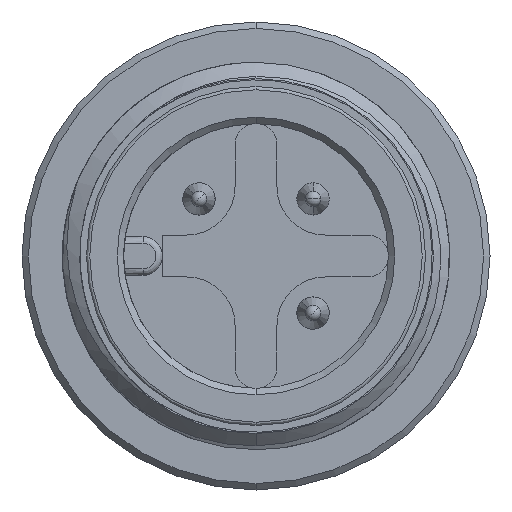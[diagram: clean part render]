
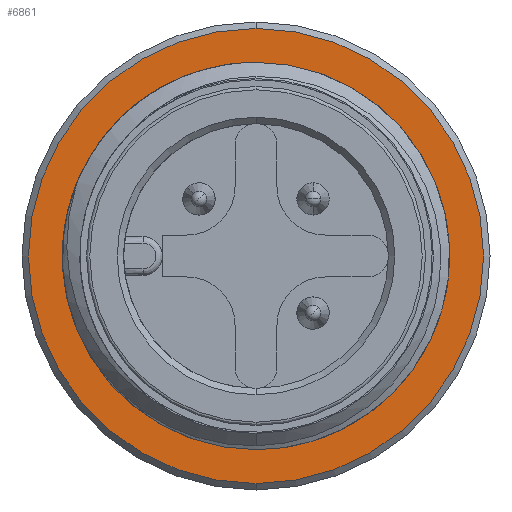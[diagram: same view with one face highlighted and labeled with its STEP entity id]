
A CAD part, left-side view. The second image highlights one B-rep face of the part: STEP entity #6861.
In plain terms, the highlighted planar face has unit normal (-1, 0, 0).
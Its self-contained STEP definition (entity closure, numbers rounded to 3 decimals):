
#3342 = CARTESIAN_POINT ( 'NONE',  ( 7.3, 0., -6. ) ) ;
#3542 = FACE_OUTER_BOUND ( 'NONE', #25137, .T. ) ;
#6861 = ADVANCED_FACE ( 'NONE', ( #3542, #25308 ), #34448, .F. ) ;
#7158 = DIRECTION ( 'NONE',  ( 0., 0., -1. ) ) ;
#8016 = ORIENTED_EDGE ( 'NONE', *, *, #32823, .T. ) ;
#8260 = CARTESIAN_POINT ( 'NONE',  ( 7.3, 0., 0. ) ) ;
#8299 = VERTEX_POINT ( 'NONE', #36602 ) ;
#9881 = EDGE_LOOP ( 'NONE', ( #10274, #30471 ) ) ;
#9954 = ORIENTED_EDGE ( 'NONE', *, *, #16216, .T. ) ;
#9965 = DIRECTION ( 'NONE',  ( -1., 0., 0. ) ) ;
#10274 = ORIENTED_EDGE ( 'NONE', *, *, #12326, .F. ) ;
#12004 = AXIS2_PLACEMENT_3D ( 'NONE', #8260, #33597, #16618 ) ;
#12326 = EDGE_CURVE ( 'NONE', #34506, #20516, #17064, .T. ) ;
#13267 = CIRCLE ( 'NONE', #18211, 7.05 ) ;
#15496 = CIRCLE ( 'NONE', #12004, 7.05 ) ;
#15835 = DIRECTION ( 'NONE',  ( 0., 0., 1. ) ) ;
#15907 = VERTEX_POINT ( 'NONE', #20241 ) ;
#16216 = EDGE_CURVE ( 'NONE', #8299, #15907, #15496, .T. ) ;
#16618 = DIRECTION ( 'NONE',  ( 0., 0., -1. ) ) ;
#16761 = CARTESIAN_POINT ( 'NONE',  ( 7.3, 0., 6. ) ) ;
#17064 = CIRCLE ( 'NONE', #24841, 6. ) ;
#17250 = AXIS2_PLACEMENT_3D ( 'NONE', #28906, #35436, #7158 ) ;
#17811 = AXIS2_PLACEMENT_3D ( 'NONE', #18913, #29986, #15835 ) ;
#18211 = AXIS2_PLACEMENT_3D ( 'NONE', #30789, #36581, #33516 ) ;
#18317 = DIRECTION ( 'NONE',  ( 0., 0., 1. ) ) ;
#18587 = EDGE_CURVE ( 'NONE', #20516, #34506, #18634, .T. ) ;
#18634 = CIRCLE ( 'NONE', #17811, 6. ) ;
#18913 = CARTESIAN_POINT ( 'NONE',  ( 7.3, 0., 0. ) ) ;
#20241 = CARTESIAN_POINT ( 'NONE',  ( 7.3, 0., -7.05 ) ) ;
#20516 = VERTEX_POINT ( 'NONE', #3342 ) ;
#22030 = CARTESIAN_POINT ( 'NONE',  ( 7.3, 0., 0. ) ) ;
#24841 = AXIS2_PLACEMENT_3D ( 'NONE', #22030, #9965, #18317 ) ;
#25137 = EDGE_LOOP ( 'NONE', ( #8016, #9954 ) ) ;
#25308 = FACE_BOUND ( 'NONE', #9881, .T. ) ;
#28906 = CARTESIAN_POINT ( 'NONE',  ( 7.3, 6., 0. ) ) ;
#29986 = DIRECTION ( 'NONE',  ( -1., 0., 0. ) ) ;
#30471 = ORIENTED_EDGE ( 'NONE', *, *, #18587, .F. ) ;
#30789 = CARTESIAN_POINT ( 'NONE',  ( 7.3, 0., 0. ) ) ;
#32823 = EDGE_CURVE ( 'NONE', #15907, #8299, #13267, .T. ) ;
#33516 = DIRECTION ( 'NONE',  ( 0., 0., -1. ) ) ;
#33597 = DIRECTION ( 'NONE',  ( -1., 0., 0. ) ) ;
#34448 = PLANE ( 'NONE',  #17250 ) ;
#34506 = VERTEX_POINT ( 'NONE', #16761 ) ;
#35436 = DIRECTION ( 'NONE',  ( 1., 0., 0. ) ) ;
#36581 = DIRECTION ( 'NONE',  ( -1., 0., 0. ) ) ;
#36602 = CARTESIAN_POINT ( 'NONE',  ( 7.3, 0., 7.05 ) ) ;
